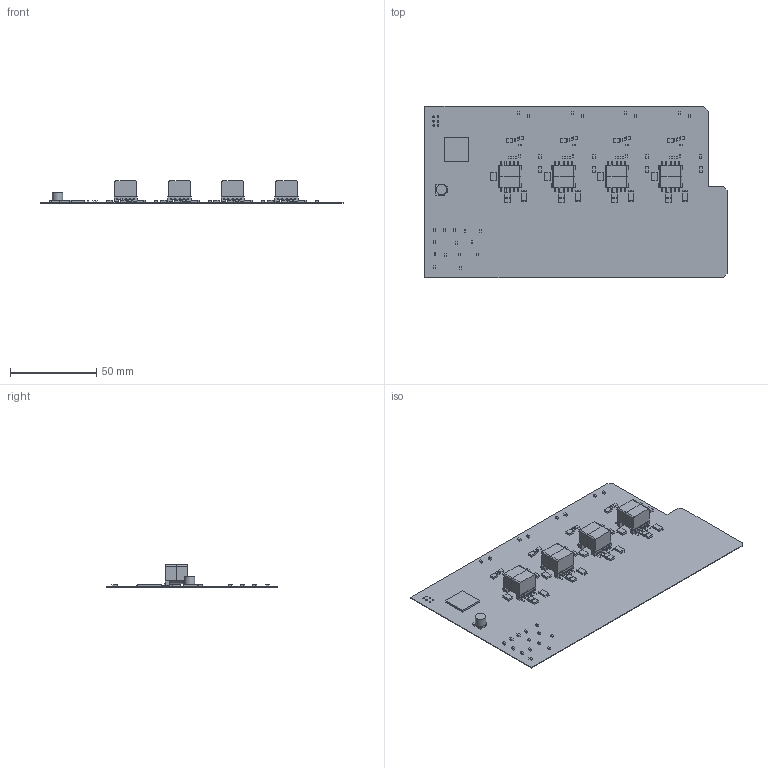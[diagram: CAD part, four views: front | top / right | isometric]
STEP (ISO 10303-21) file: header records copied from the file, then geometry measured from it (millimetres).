
FILE_DESCRIPTION(('Open CASCADE Model'),'2;1');
FILE_NAME('Open CASCADE Shape Model','2015-06-23T15:14:50',('Author'),( 'Open CASCADE'),'Open CASCADE STEP processor 6.8','Open CASCADE 6.8' ,'Unknown');
FILE_SCHEMA(('AUTOMOTIVE_DESIGN { 1 0 10303 214 1 1 1 1 }'));
Length unit declared in the file: millimetre
Products named in the file (117): PCB; Board; U?; 853979200; Extruded; RLED2; 574386272; RLED1; R_pu4; R_pu3; R_pu2; R_pu1; R_NTC; NTC; C1; 578375272; Cylinder; 574395072; AR2; AC5; 574387872; AC4; AC3; AC2; AC1; C11_LV4; 574393952; Rtc2_LV4; 574386432; R7_LV4; R6_LV4; Q2_LV4; 923694272; R8_LV4; 923694912; C30_LV4; 923695072; T2_LV4; WE-FB_EP13; Gehäuse ...
Assembly tree (199 placements, depth 4):
  PCB
    Board
    U?
      853979200
        Extruded
    RLED2
      574386272
        Extruded
    RLED1
      574386272
        Extruded
    R_pu4
      574386272
        Extruded
    R_pu3
      574386272
        Extruded
    R_pu2
      574386272
        Extruded
    R_pu1
      574386272
        Extruded
    R_NTC
      574386272
        Extruded
    NTC
      574386272
        Extruded
    C1
      578375272
        Cylinder
      574395072
        Extruded
    AR2
      574386272
        Extruded
    AC5
      574387872
        Extruded
    AC4
      574387872
        Extruded
    AC3
      574387872
        Extruded
    AC2
      574387872
        Extruded
    AC1
      574387872
        Extruded
    C11_LV4
      574393952
        Extruded
    Rtc2_LV4
      574386432
        Extruded
    R7_LV4
      574386432
Bounding box: 175.01 x 99.31 x 12.85 mm (x, y, z)
Volume: 13154.7 mm3; surface area: 44571.1 mm2
Topology: 106 solids, 106 shells, 1828 faces, 4416 edges, 2840 vertices
Faces by surface type: plane 1205, cylinder 487, bspline 72, torus 64
Full cylindrical faces by diameter (mm): 0.965 x6, 4.5 x8, 4.6 x4, 6 x1, 8.481 x4
Entity records: 43116 total; most frequent: CARTESIAN_POINT 19324, DIRECTION 3748, ORIENTED_EDGE 1972, PCURVE 1972, DEFINITIONAL_REPRESENTATION 1972, LINE 1888, VECTOR 1888, EDGE_CURVE 986
